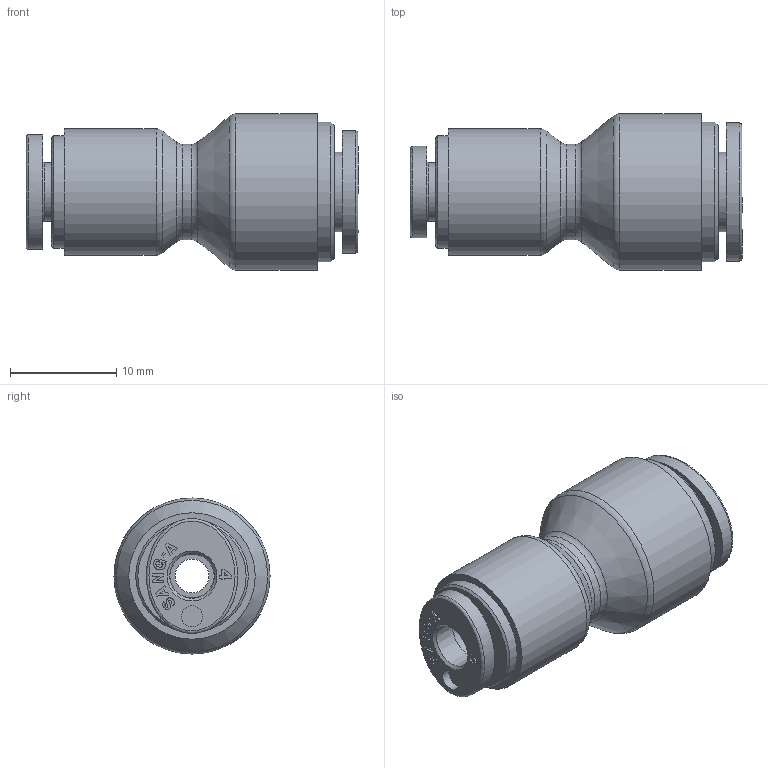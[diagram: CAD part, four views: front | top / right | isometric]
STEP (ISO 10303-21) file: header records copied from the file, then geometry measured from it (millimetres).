
FILE_DESCRIPTION((''),'2;1');
FILE_NAME('CR-PG 0604.stp','2020-11-11T08:24:49',('Administrator'),(''),'Autodesk Inventor 2013','Autodesk Inventor 2013','');
FILE_SCHEMA(('CONFIG_CONTROL_DESIGN'));
Length unit declared in the file: millimetre
Products named in the file (4): 조립품1; CR-PG 0604 BODY; CR-SLEEVE 06; CR-SLEEVE 04
Assembly tree (3 placements, depth 2):
  조립품1
    CR-PG 0604 BODY
    CR-SLEEVE 06
    CR-SLEEVE 04
Bounding box: 31.25 x 14.7 x 14.7 mm (x, y, z)
Volume: 2981.5 mm3; surface area: 2609.5 mm2
Topology: 3 solids, 3 shells, 336 faces, 897 edges, 595 vertices
Faces by surface type: plane 256, bspline 40, cylinder 27, cone 9, torus 4
Full cylindrical faces by diameter (mm): 2 x2, 3.2 x1, 4.181 x1, 4.2 x1, 5.5 x1, 6.134 x1, 6.2 x1, 7.5 x1, 9 x1, 10.6 x1, 11.9 x1, 13.15 x1, 14.7 x1
Entity records: 11143 total; most frequent: CARTESIAN_POINT 2656, ORIENTED_EDGE 1728, DIRECTION 1609, EDGE_CURVE 864, VECTOR 717, LINE 717, VERTEX_POINT 589, AXIS2_PLACEMENT_3D 446
